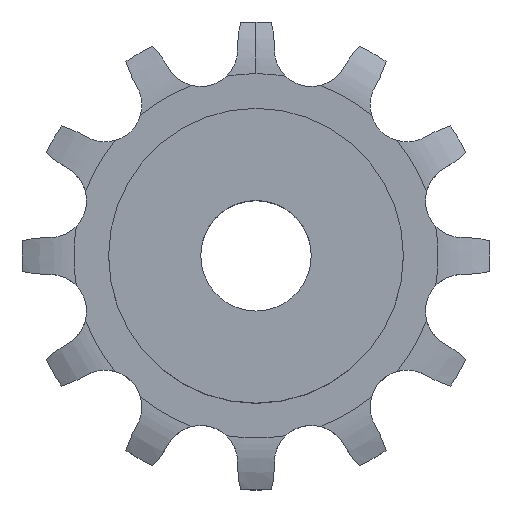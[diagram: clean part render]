
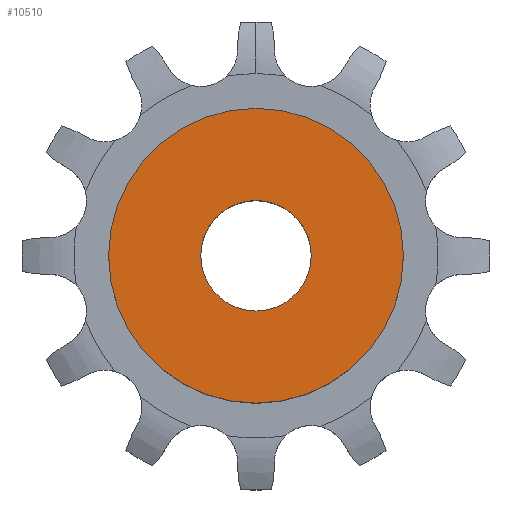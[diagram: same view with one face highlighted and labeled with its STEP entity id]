
A CAD part, top view. The second image highlights one B-rep face of the part: STEP entity #10510.
In plain terms, the highlighted planar face has unit normal (0, 0, 1).
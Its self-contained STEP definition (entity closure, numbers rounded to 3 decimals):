
#2220 = CYLINDRICAL_SURFACE('',#2221,3.);
#2221 = AXIS2_PLACEMENT_3D('',#2222,#2223,#2224);
#2222 = CARTESIAN_POINT('',(0.,0.,37.66));
#2223 = DIRECTION('',(0.,0.,1.));
#2224 = DIRECTION('',(1.,0.,-0.));
#3697 = CYLINDRICAL_SURFACE('',#3698,8.);
#3698 = AXIS2_PLACEMENT_3D('',#3699,#3700,#3701);
#3699 = CARTESIAN_POINT('',(0.,0.,0.));
#3700 = DIRECTION('',(-0.,-0.,-1.));
#3701 = DIRECTION('',(1.,0.,0.));
#8462 = EDGE_CURVE('',#8463,#8463,#8465,.T.);
#8463 = VERTEX_POINT('',#8464);
#8464 = CARTESIAN_POINT('',(3.,0.,8.7));
#8465 = SURFACE_CURVE('',#8466,(#8471,#8478),.PCURVE_S1.);
#8466 = CIRCLE('',#8467,3.);
#8467 = AXIS2_PLACEMENT_3D('',#8468,#8469,#8470);
#8468 = CARTESIAN_POINT('',(0.,0.,8.7));
#8469 = DIRECTION('',(0.,0.,1.));
#8470 = DIRECTION('',(1.,0.,-0.));
#8471 = PCURVE('',#2220,#8472);
#8472 = DEFINITIONAL_REPRESENTATION('',(#8473),#8477);
#8473 = LINE('',#8474,#8475);
#8474 = CARTESIAN_POINT('',(0.,-28.96));
#8475 = VECTOR('',#8476,1.);
#8476 = DIRECTION('',(1.,0.));
#8477 = ( GEOMETRIC_REPRESENTATION_CONTEXT(2) 
PARAMETRIC_REPRESENTATION_CONTEXT() REPRESENTATION_CONTEXT('2D SPACE',''
  ) );
#8478 = PCURVE('',#8479,#8484);
#8479 = PLANE('',#8480);
#8480 = AXIS2_PLACEMENT_3D('',#8481,#8482,#8483);
#8481 = CARTESIAN_POINT('',(0.,0.,8.7));
#8482 = DIRECTION('',(-0.,0.,1.));
#8483 = DIRECTION('',(0.,-1.,0.));
#8484 = DEFINITIONAL_REPRESENTATION('',(#8485),#8489);
#8485 = CIRCLE('',#8486,3.);
#8486 = AXIS2_PLACEMENT_2D('',#8487,#8488);
#8487 = CARTESIAN_POINT('',(0.,0.));
#8488 = DIRECTION('',(0.,1.));
#8489 = ( GEOMETRIC_REPRESENTATION_CONTEXT(2) 
PARAMETRIC_REPRESENTATION_CONTEXT() REPRESENTATION_CONTEXT('2D SPACE',''
  ) );
#9795 = VERTEX_POINT('',#9796);
#9796 = CARTESIAN_POINT('',(8.,0.,8.7));
#9817 = EDGE_CURVE('',#9795,#9795,#9818,.T.);
#9818 = SURFACE_CURVE('',#9819,(#9824,#9831),.PCURVE_S1.);
#9819 = CIRCLE('',#9820,8.);
#9820 = AXIS2_PLACEMENT_3D('',#9821,#9822,#9823);
#9821 = CARTESIAN_POINT('',(0.,0.,8.7));
#9822 = DIRECTION('',(0.,0.,1.));
#9823 = DIRECTION('',(1.,0.,0.));
#9824 = PCURVE('',#3697,#9825);
#9825 = DEFINITIONAL_REPRESENTATION('',(#9826),#9830);
#9826 = LINE('',#9827,#9828);
#9827 = CARTESIAN_POINT('',(-0.,-8.7));
#9828 = VECTOR('',#9829,1.);
#9829 = DIRECTION('',(-1.,0.));
#9830 = ( GEOMETRIC_REPRESENTATION_CONTEXT(2) 
PARAMETRIC_REPRESENTATION_CONTEXT() REPRESENTATION_CONTEXT('2D SPACE',''
  ) );
#9831 = PCURVE('',#8479,#9832);
#9832 = DEFINITIONAL_REPRESENTATION('',(#9833),#9837);
#9833 = CIRCLE('',#9834,8.);
#9834 = AXIS2_PLACEMENT_2D('',#9835,#9836);
#9835 = CARTESIAN_POINT('',(0.,0.));
#9836 = DIRECTION('',(0.,1.));
#9837 = ( GEOMETRIC_REPRESENTATION_CONTEXT(2) 
PARAMETRIC_REPRESENTATION_CONTEXT() REPRESENTATION_CONTEXT('2D SPACE',''
  ) );
#10510 = ADVANCED_FACE('',(#10511,#10514),#8479,.T.);
#10511 = FACE_BOUND('',#10512,.T.);
#10512 = EDGE_LOOP('',(#10513));
#10513 = ORIENTED_EDGE('',*,*,#9817,.T.);
#10514 = FACE_BOUND('',#10515,.T.);
#10515 = EDGE_LOOP('',(#10516));
#10516 = ORIENTED_EDGE('',*,*,#8462,.F.);
